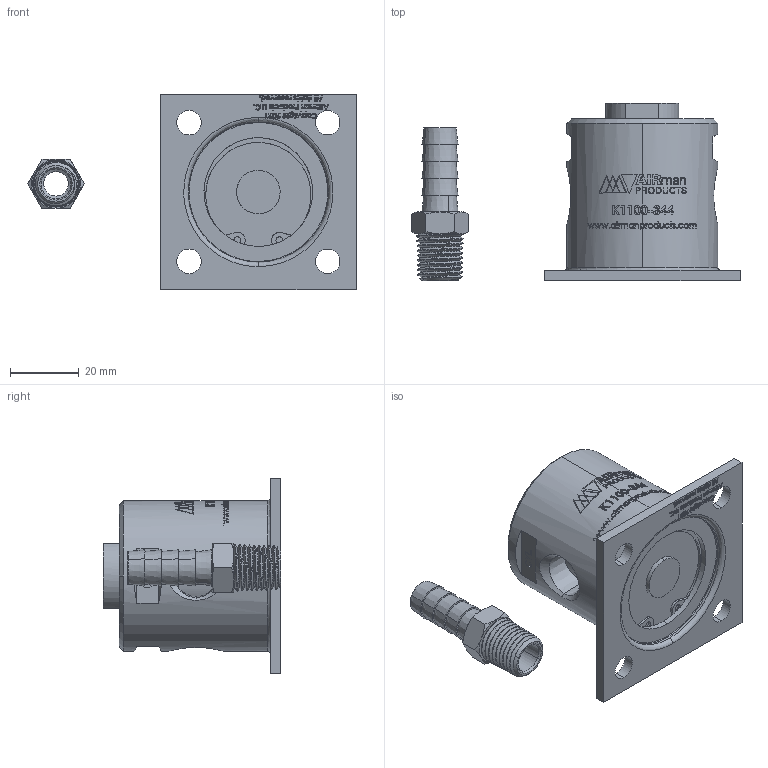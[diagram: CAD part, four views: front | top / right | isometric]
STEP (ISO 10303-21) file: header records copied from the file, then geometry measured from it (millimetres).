
FILE_DESCRIPTION (( 'STEP AP214' ), '1' );
FILE_NAME ('K1100-344-DIAPHRAGM-VALVE-KIT.STEP', '2022-05-25T10:47:33', ( '' ), ( '' ), 'SwSTEP 2.0', 'SolidWorks 2018', '' );
FILE_SCHEMA (( 'AUTOMOTIVE_DESIGN' ));
Products named in the file (1): K1100-344-DIAPHRAGM-VALVE-KIT
Bounding box: 95.87 x 51.85 x 57.15 mm (x, y, z)
Volume: 71014.8 mm3; surface area: 19171.5 mm2
Topology: 2 solids, 2 shells, 1643 faces, 4392 edges, 2912 vertices
Faces by surface type: plane 838, bspline 606, cylinder 131, cone 64, torus 4
Entity records: 90864 total; most frequent: CARTESIAN_POINT 54296, ORIENTED_EDGE 8784, DIRECTION 5335, EDGE_CURVE 4392, VERTEX_POINT 2912, VECTOR 2453, LINE 2453, EDGE_LOOP 1812
